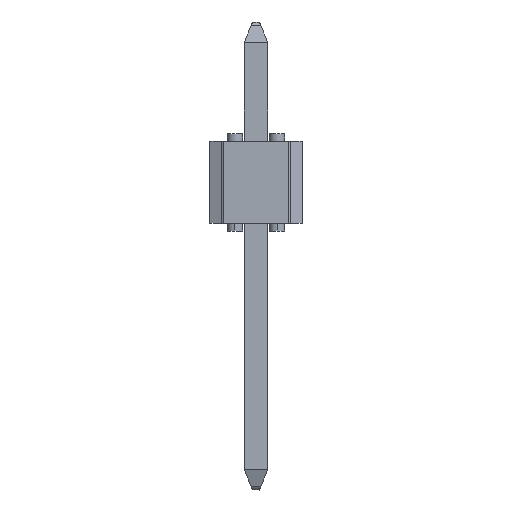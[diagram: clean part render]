
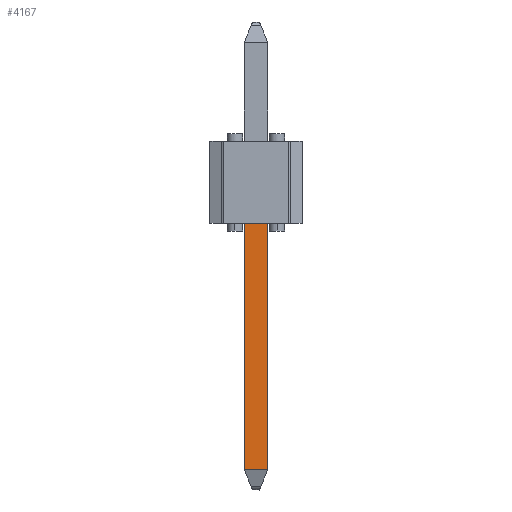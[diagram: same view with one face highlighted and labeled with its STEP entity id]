
A CAD part, left-side view. The second image highlights one B-rep face of the part: STEP entity #4167.
In plain terms, the highlighted planar face has unit normal (-1, 0, 0).
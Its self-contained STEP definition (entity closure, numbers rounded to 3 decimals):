
#330 = LINE ( 'NONE', #2265, #12659 ) ;
#437 = DIRECTION ( 'NONE',  ( 0., 1., 0. ) ) ;
#674 = DIRECTION ( 'NONE',  ( 0., 0., 1. ) ) ;
#754 = EDGE_CURVE ( 'NONE', #13036, #11238, #5700, .T. ) ;
#1390 = DIRECTION ( 'NONE',  ( -1., 0., 0. ) ) ;
#1674 = VERTEX_POINT ( 'NONE', #6400 ) ;
#2265 = CARTESIAN_POINT ( 'NONE',  ( -14.279, 8.76, -0.308 ) ) ;
#3116 = VECTOR ( 'NONE', #437, 1000. ) ;
#3999 = AXIS2_PLACEMENT_3D ( 'NONE', #10849, #1390, #5615 ) ;
#4167 = ADVANCED_FACE ( 'NONE', ( #4631 ), #8843, .T. ) ;
#4631 = FACE_OUTER_BOUND ( 'NONE', #10517, .T. ) ;
#5615 = DIRECTION ( 'NONE',  ( 0., 1., 0. ) ) ;
#5700 = LINE ( 'NONE', #7844, #3116 ) ;
#5913 = DIRECTION ( 'NONE',  ( 0., -1., 0. ) ) ;
#5942 = ORIENTED_EDGE ( 'NONE', *, *, #10725, .F. ) ;
#6400 = CARTESIAN_POINT ( 'NONE',  ( -14.279, 8.76, -0.308 ) ) ;
#6979 = LINE ( 'NONE', #10083, #9124 ) ;
#7844 = CARTESIAN_POINT ( 'NONE',  ( -14.279, 2.34, 0.309 ) ) ;
#8060 = CARTESIAN_POINT ( 'NONE',  ( -14.279, 8.76, -0.308 ) ) ;
#8224 = EDGE_CURVE ( 'NONE', #1674, #13465, #9019, .T. ) ;
#8442 = VECTOR ( 'NONE', #5913, 1000. ) ;
#8843 = PLANE ( 'NONE',  #3999 ) ;
#9019 = LINE ( 'NONE', #8060, #8442 ) ;
#9124 = VECTOR ( 'NONE', #674, 1000. ) ;
#9295 = EDGE_CURVE ( 'NONE', #13465, #13036, #6979, .T. ) ;
#9983 = CARTESIAN_POINT ( 'NONE',  ( -14.279, 2.34, -0.308 ) ) ;
#10083 = CARTESIAN_POINT ( 'NONE',  ( -14.279, 2.34, -0.308 ) ) ;
#10211 = CARTESIAN_POINT ( 'NONE',  ( -14.279, 2.34, 0.309 ) ) ;
#10517 = EDGE_LOOP ( 'NONE', ( #12412, #5942, #12078, #11221 ) ) ;
#10725 = EDGE_CURVE ( 'NONE', #1674, #11238, #330, .T. ) ;
#10849 = CARTESIAN_POINT ( 'NONE',  ( -14.279, 2.865, 0. ) ) ;
#11221 = ORIENTED_EDGE ( 'NONE', *, *, #9295, .T. ) ;
#11238 = VERTEX_POINT ( 'NONE', #12057 ) ;
#12057 = CARTESIAN_POINT ( 'NONE',  ( -14.279, 8.76, 0.309 ) ) ;
#12078 = ORIENTED_EDGE ( 'NONE', *, *, #8224, .T. ) ;
#12412 = ORIENTED_EDGE ( 'NONE', *, *, #754, .T. ) ;
#12659 = VECTOR ( 'NONE', #12721, 1000. ) ;
#12721 = DIRECTION ( 'NONE',  ( 0., 0., 1. ) ) ;
#13036 = VERTEX_POINT ( 'NONE', #10211 ) ;
#13465 = VERTEX_POINT ( 'NONE', #9983 ) ;
